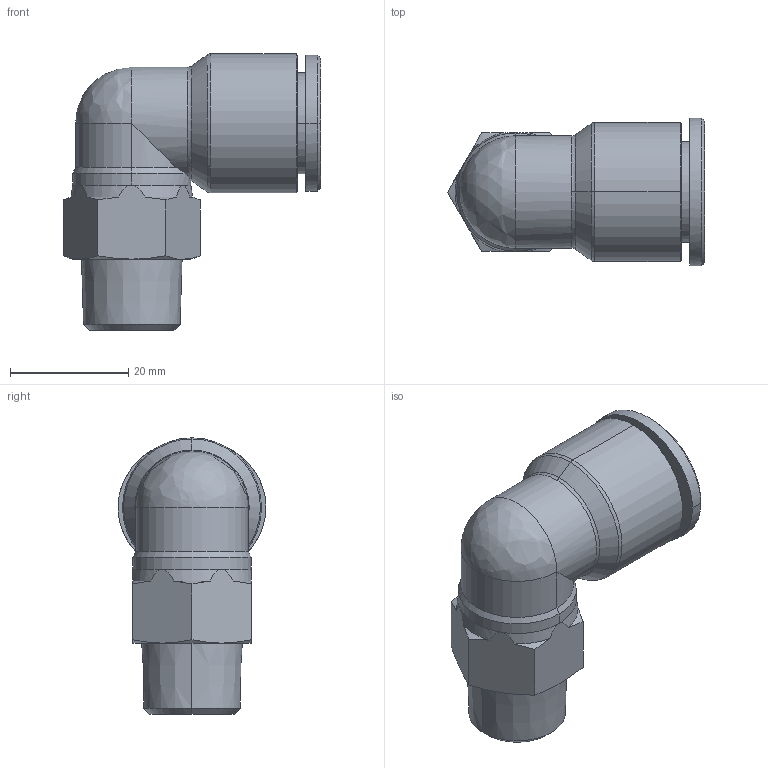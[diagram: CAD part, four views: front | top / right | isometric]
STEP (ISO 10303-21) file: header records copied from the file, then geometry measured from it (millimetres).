
FILE_DESCRIPTION (( 'STEP AP214' ), '1' );
FILE_NAME ('PL14-03.stp', '2015-09-07T14:25:09', ( '' ), ( '' ), 'SwSTEP 2.0', 'SolidWorks 2015', '' );
FILE_SCHEMA (( 'AUTOMOTIVE_DESIGN' ));
Length unit declared in the file: millimetre
Products named in the file (2): ｦ+ﾃｦ1; PL14-03
Assembly tree (1 placements, depth 2):
  PL14-03
    ｦ+ﾃｦ1
Bounding box: 43.45 x 25 x 46.7 mm (x, y, z)
Volume: 16156.3 mm3; surface area: 7003 mm2
Topology: 1 solids, 1 shells, 204 faces, 530 edges, 343 vertices
Faces by surface type: plane 114, cone 34, bspline 33, cylinder 21, torus 2
Entity records: 8054 total; most frequent: CARTESIAN_POINT 2688, ORIENTED_EDGE 1058, DIRECTION 854, EDGE_CURVE 529, VERTEX_POINT 343, VECTOR 330, LINE 330, AXIS2_PLACEMENT_3D 262
